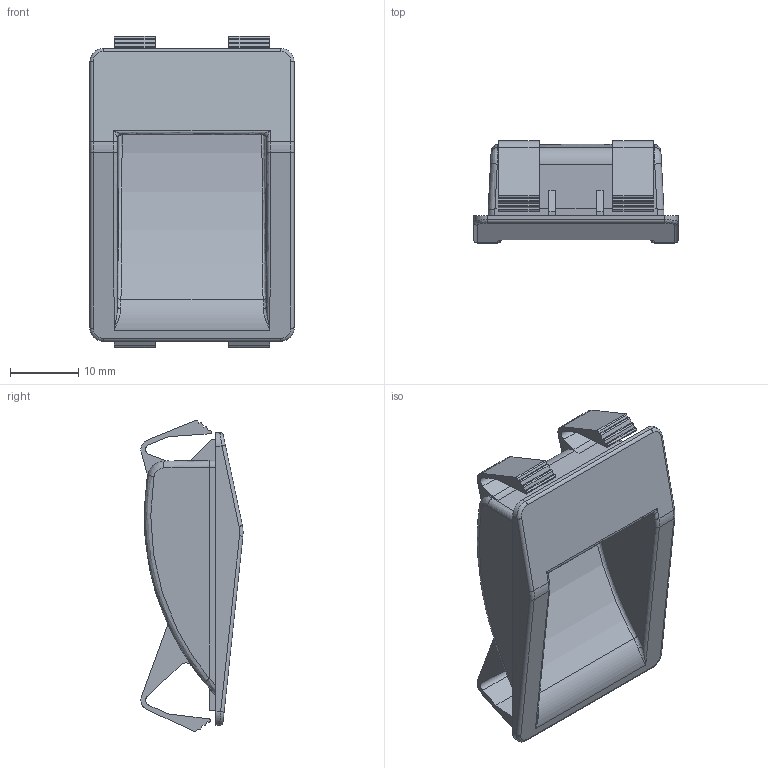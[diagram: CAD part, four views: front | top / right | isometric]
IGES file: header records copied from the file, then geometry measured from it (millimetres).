
Start section: ------------------------------------------------------------------------
Global section: file name: PC14.9620.THA_482_B_19573.igs; native system: spGate; preprocessor: ver16.7.1; author: Unknown; organization: Unknown; date: 200611.152944; units: millimetre
Bounding box: 30 x 15 x 45.71 mm (x, y, z)
Volume: 4129.2 mm3; surface area: 5859.9 mm2
Topology: 1 solids, 1 shells, 208 faces, 559 edges, 354 vertices
Faces by surface type: bspline 208
